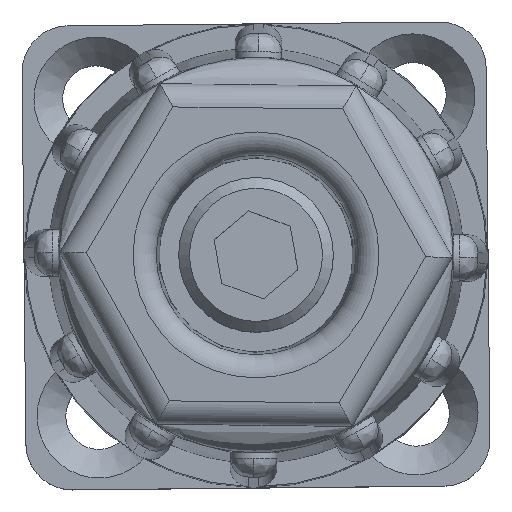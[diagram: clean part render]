
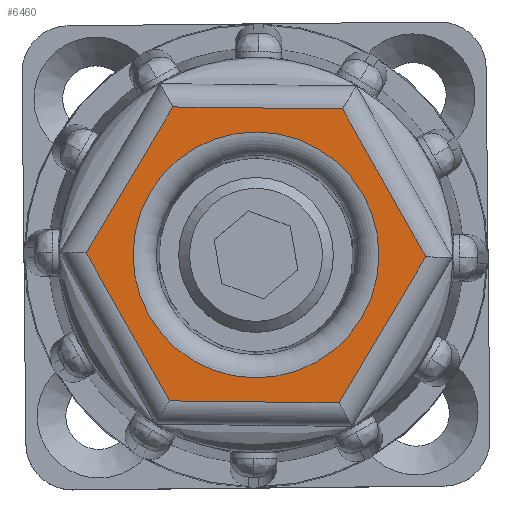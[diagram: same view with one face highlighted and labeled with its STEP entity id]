
A CAD part, top view. The second image highlights one B-rep face of the part: STEP entity #6460.
In plain terms, the highlighted planar face has unit normal (0, 0, 1).
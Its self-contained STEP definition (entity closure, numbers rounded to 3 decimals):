
#326=FACE_BOUND('',#1213,.T.);
#439=PLANE('',#7118);
#829=FACE_OUTER_BOUND('',#1212,.T.);
#1212=EDGE_LOOP('',(#5422,#5423,#5424,#5425,#5426,#5427));
#1213=EDGE_LOOP('',(#5428,#5429));
#1774=LINE('',#12646,#2271);
#1775=LINE('',#12648,#2272);
#1776=LINE('',#12650,#2273);
#1777=LINE('',#12652,#2274);
#1778=LINE('',#12654,#2275);
#1779=LINE('',#12655,#2276);
#2271=VECTOR('',#8533,1000.);
#2272=VECTOR('',#8534,1000.);
#2273=VECTOR('',#8535,1000.);
#2274=VECTOR('',#8536,1000.);
#2275=VECTOR('',#8537,1000.);
#2276=VECTOR('',#8538,1000.);
#2591=CIRCLE('',#7119,7.949);
#2592=CIRCLE('',#7120,7.949);
#3184=VERTEX_POINT('',#12644);
#3185=VERTEX_POINT('',#12645);
#3186=VERTEX_POINT('',#12647);
#3187=VERTEX_POINT('',#12649);
#3188=VERTEX_POINT('',#12651);
#3189=VERTEX_POINT('',#12653);
#3190=VERTEX_POINT('',#12656);
#3191=VERTEX_POINT('',#12657);
#4029=EDGE_CURVE('',#3184,#3185,#1774,.T.);
#4030=EDGE_CURVE('',#3185,#3186,#1775,.T.);
#4031=EDGE_CURVE('',#3186,#3187,#1776,.T.);
#4032=EDGE_CURVE('',#3187,#3188,#1777,.T.);
#4033=EDGE_CURVE('',#3188,#3189,#1778,.T.);
#4034=EDGE_CURVE('',#3189,#3184,#1779,.T.);
#4035=EDGE_CURVE('',#3190,#3191,#2591,.T.);
#4036=EDGE_CURVE('',#3191,#3190,#2592,.T.);
#5422=ORIENTED_EDGE('',*,*,#4029,.T.);
#5423=ORIENTED_EDGE('',*,*,#4030,.T.);
#5424=ORIENTED_EDGE('',*,*,#4031,.T.);
#5425=ORIENTED_EDGE('',*,*,#4032,.T.);
#5426=ORIENTED_EDGE('',*,*,#4033,.T.);
#5427=ORIENTED_EDGE('',*,*,#4034,.T.);
#5428=ORIENTED_EDGE('',*,*,#4035,.T.);
#5429=ORIENTED_EDGE('',*,*,#4036,.T.);
#6460=ADVANCED_FACE('',(#829,#326),#439,.F.);
#7118=AXIS2_PLACEMENT_3D('',#12643,#8531,#8532);
#7119=AXIS2_PLACEMENT_3D('',#12658,#8539,#8540);
#7120=AXIS2_PLACEMENT_3D('',#12659,#8541,#8542);
#8531=DIRECTION('center_axis',(0.,0.,-1.));
#8532=DIRECTION('ref_axis',(-1.,0.,0.));
#8533=DIRECTION('',(0.,1.,0.));
#8534=DIRECTION('',(-0.866,0.5,0.));
#8535=DIRECTION('',(-0.866,-0.5,0.));
#8536=DIRECTION('',(0.,-1.,0.));
#8537=DIRECTION('',(0.866,-0.5,0.));
#8538=DIRECTION('',(0.866,0.5,0.));
#8539=DIRECTION('center_axis',(0.,0.,-1.));
#8540=DIRECTION('ref_axis',(-1.,0.,0.));
#8541=DIRECTION('center_axis',(0.,0.,-1.));
#8542=DIRECTION('ref_axis',(-1.,0.,0.));
#12643=CARTESIAN_POINT('Origin',(11.,6.351,30.));
#12644=CARTESIAN_POINT('',(9.5,-5.485,30.));
#12645=CARTESIAN_POINT('',(9.5,5.485,30.));
#12646=CARTESIAN_POINT('',(9.5,6.351,30.));
#12647=CARTESIAN_POINT('',(0.,10.97,30.));
#12648=CARTESIAN_POINT('',(10.25,5.052,30.));
#12649=CARTESIAN_POINT('',(-9.5,5.485,30.));
#12650=CARTESIAN_POINT('',(6.25,14.578,30.));
#12651=CARTESIAN_POINT('',(-9.5,-5.485,30.));
#12652=CARTESIAN_POINT('',(-9.5,6.351,30.));
#12653=CARTESIAN_POINT('',(0.,-10.97,30.));
#12654=CARTESIAN_POINT('',(0.75,-11.403,30.));
#12655=CARTESIAN_POINT('',(15.75,-1.876,30.));
#12656=CARTESIAN_POINT('',(-7.949,0.,30.));
#12657=CARTESIAN_POINT('',(7.949,0.,30.));
#12658=CARTESIAN_POINT('Origin',(0.,0.,30.));
#12659=CARTESIAN_POINT('Origin',(0.,0.,30.));
